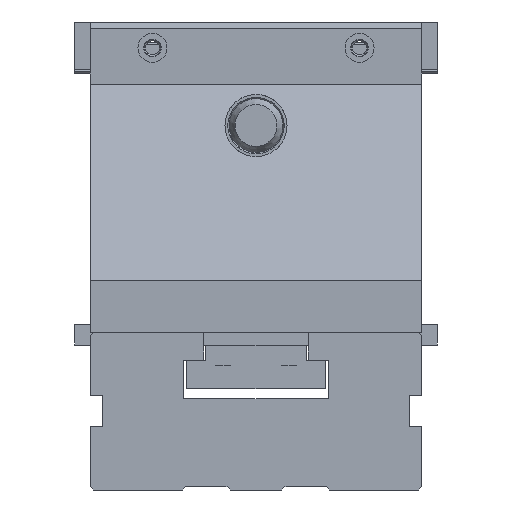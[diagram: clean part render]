
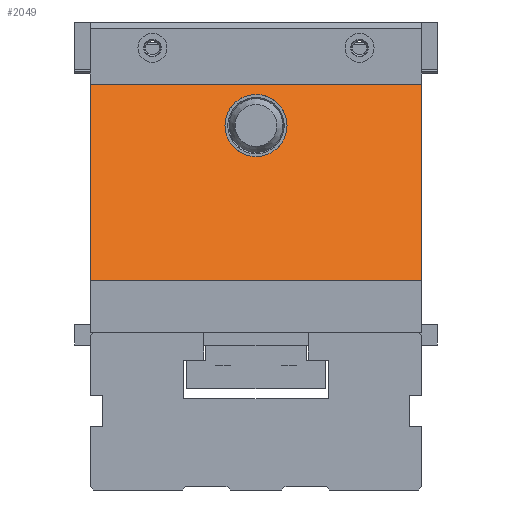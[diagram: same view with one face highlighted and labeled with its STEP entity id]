
A CAD part, front view. The second image highlights one B-rep face of the part: STEP entity #2049.
In plain terms, the highlighted planar face has unit normal (0, -0.866, 0.5).
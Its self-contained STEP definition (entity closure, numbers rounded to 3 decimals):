
#94=ELLIPSE('',#10653,17.32,15.);
#986=FACE_BOUND('',#3547,.T.);
#987=FACE_BOUND('',#3548,.T.);
#2049=ADVANCED_FACE('',(#986,#987),#2509,.T.);
#2509=PLANE('',#10654);
#3547=EDGE_LOOP('',(#5522));
#3548=EDGE_LOOP('',(#5523,#5524,#5525,#5526));
#5522=ORIENTED_EDGE('',*,*,#8041,.F.);
#5523=ORIENTED_EDGE('',*,*,#7967,.F.);
#5524=ORIENTED_EDGE('',*,*,#8036,.F.);
#5525=ORIENTED_EDGE('',*,*,#7985,.F.);
#5526=ORIENTED_EDGE('',*,*,#8026,.F.);
#6846=VERTEX_POINT('',#15618);
#6847=VERTEX_POINT('',#15620);
#6863=VERTEX_POINT('',#15654);
#6864=VERTEX_POINT('',#15656);
#6903=VERTEX_POINT('',#15763);
#7967=EDGE_CURVE('',#6846,#6847,#8901,.T.);
#7985=EDGE_CURVE('',#6863,#6864,#8918,.T.);
#8026=EDGE_CURVE('',#6847,#6863,#8945,.T.);
#8036=EDGE_CURVE('',#6864,#6846,#8952,.T.);
#8041=EDGE_CURVE('',#6903,#6903,#94,.T.);
#8901=LINE('',#15619,#9703);
#8918=LINE('',#15655,#9720);
#8945=LINE('',#15734,#9747);
#8952=LINE('',#15753,#9754);
#9703=VECTOR('',#12809,1.);
#9720=VECTOR('',#12830,1.);
#9747=VECTOR('',#12899,1.);
#9754=VECTOR('',#12918,1.);
#10653=AXIS2_PLACEMENT_3D('',#15762,#12929,#12930);
#10654=AXIS2_PLACEMENT_3D('',#15764,#12931,#12932);
#12809=DIRECTION('',(0.,-0.5,-0.866));
#12830=DIRECTION('',(0.,0.5,0.866));
#12899=DIRECTION('',(-1.,0.,0.));
#12918=DIRECTION('',(1.,0.,0.));
#12929=DIRECTION('',(0.,-0.866,0.5));
#12930=DIRECTION('',(0.,-0.5,-0.866));
#12931=DIRECTION('',(0.,-0.866,0.5));
#12932=DIRECTION('',(1.,0.,0.));
#15618=CARTESIAN_POINT('',(151.996,-213.183,187.843));
#15619=CARTESIAN_POINT('',(151.996,-261.261,104.569));
#15620=CARTESIAN_POINT('',(151.996,-267.883,93.099));
#15654=CARTESIAN_POINT('',(-8.004,-267.883,93.099));
#15655=CARTESIAN_POINT('',(-8.004,-261.261,104.569));
#15656=CARTESIAN_POINT('',(-8.004,-213.183,187.843));
#15734=CARTESIAN_POINT('',(71.996,-267.883,93.099));
#15753=CARTESIAN_POINT('',(151.996,-213.183,187.843));
#15762=CARTESIAN_POINT('',(71.996,-224.73,167.843));
#15763=CARTESIAN_POINT('',(71.996,-233.39,152.843));
#15764=CARTESIAN_POINT('',(71.996,-266.134,96.129));
